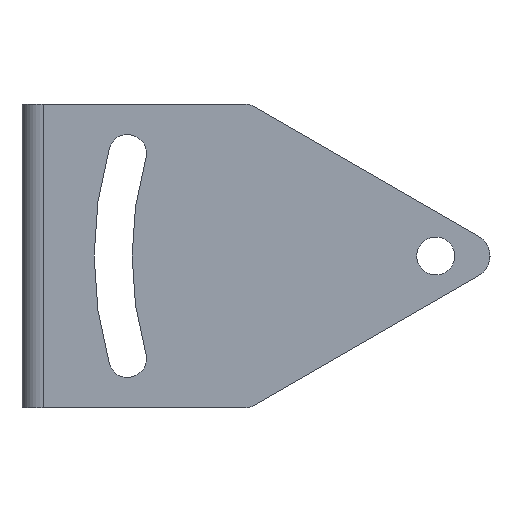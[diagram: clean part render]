
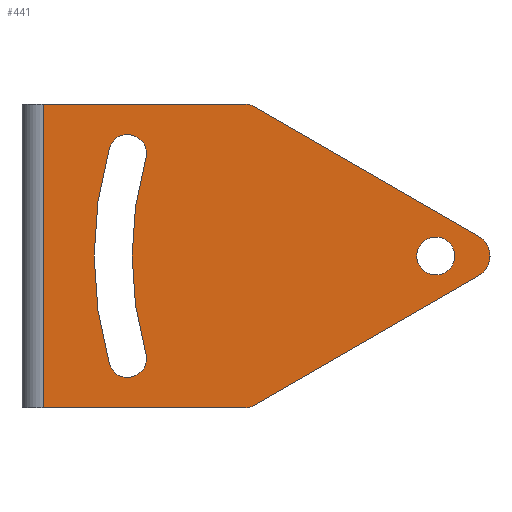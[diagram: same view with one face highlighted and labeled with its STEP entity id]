
A CAD part, left-side view. The second image highlights one B-rep face of the part: STEP entity #441.
In plain terms, the highlighted planar face has unit normal (-1, 0, 0).
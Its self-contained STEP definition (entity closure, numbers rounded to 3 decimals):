
#15=FACE_BOUND('',#63,.T.);
#16=FACE_BOUND('',#64,.T.);
#22=PLANE('',#489);
#36=FACE_OUTER_BOUND('',#62,.T.);
#62=EDGE_LOOP('',(#306,#307,#308,#309,#310,#311,#312,#313));
#63=EDGE_LOOP('',(#314,#315,#316,#317));
#64=EDGE_LOOP('',(#318));
#94=LINE('',#693,#132);
#97=LINE('',#699,#135);
#98=LINE('',#701,#136);
#99=LINE('',#703,#137);
#100=LINE('',#707,#138);
#132=VECTOR('',#549,10.);
#135=VECTOR('',#554,10.);
#136=VECTOR('',#555,10.);
#137=VECTOR('',#556,10.);
#138=VECTOR('',#559,10.);
#169=CIRCLE('',#487,2.);
#170=CIRCLE('',#490,2.);
#171=CIRCLE('',#491,3.);
#172=CIRCLE('',#492,2.5);
#173=CIRCLE('',#493,46.346);
#174=CIRCLE('',#494,2.5);
#175=CIRCLE('',#495,51.346);
#176=CIRCLE('',#496,2.5);
#196=VERTEX_POINT('',#686);
#197=VERTEX_POINT('',#688);
#198=VERTEX_POINT('',#692);
#200=VERTEX_POINT('',#698);
#201=VERTEX_POINT('',#700);
#202=VERTEX_POINT('',#702);
#203=VERTEX_POINT('',#704);
#204=VERTEX_POINT('',#706);
#205=VERTEX_POINT('',#709);
#206=VERTEX_POINT('',#710);
#207=VERTEX_POINT('',#712);
#208=VERTEX_POINT('',#714);
#209=VERTEX_POINT('',#717);
#236=EDGE_CURVE('',#196,#197,#169,.T.);
#238=EDGE_CURVE('',#198,#197,#94,.T.);
#241=EDGE_CURVE('',#200,#196,#97,.T.);
#242=EDGE_CURVE('',#201,#200,#98,.T.);
#243=EDGE_CURVE('',#202,#201,#99,.T.);
#244=EDGE_CURVE('',#203,#202,#170,.T.);
#245=EDGE_CURVE('',#203,#204,#100,.T.);
#246=EDGE_CURVE('',#204,#198,#171,.T.);
#247=EDGE_CURVE('',#205,#206,#172,.T.);
#248=EDGE_CURVE('',#206,#207,#173,.T.);
#249=EDGE_CURVE('',#207,#208,#174,.T.);
#250=EDGE_CURVE('',#208,#205,#175,.T.);
#251=EDGE_CURVE('',#209,#209,#176,.T.);
#306=ORIENTED_EDGE('',*,*,#236,.F.);
#307=ORIENTED_EDGE('',*,*,#241,.F.);
#308=ORIENTED_EDGE('',*,*,#242,.F.);
#309=ORIENTED_EDGE('',*,*,#243,.F.);
#310=ORIENTED_EDGE('',*,*,#244,.F.);
#311=ORIENTED_EDGE('',*,*,#245,.T.);
#312=ORIENTED_EDGE('',*,*,#246,.T.);
#313=ORIENTED_EDGE('',*,*,#238,.T.);
#314=ORIENTED_EDGE('',*,*,#247,.T.);
#315=ORIENTED_EDGE('',*,*,#248,.T.);
#316=ORIENTED_EDGE('',*,*,#249,.T.);
#317=ORIENTED_EDGE('',*,*,#250,.T.);
#318=ORIENTED_EDGE('',*,*,#251,.T.);
#441=ADVANCED_FACE('',(#36,#15,#16),#22,.F.);
#487=AXIS2_PLACEMENT_3D('',#689,#544,#545);
#489=AXIS2_PLACEMENT_3D('',#697,#552,#553);
#490=AXIS2_PLACEMENT_3D('',#705,#557,#558);
#491=AXIS2_PLACEMENT_3D('',#708,#560,#561);
#492=AXIS2_PLACEMENT_3D('',#711,#562,#563);
#493=AXIS2_PLACEMENT_3D('',#713,#564,#565);
#494=AXIS2_PLACEMENT_3D('',#715,#566,#567);
#495=AXIS2_PLACEMENT_3D('',#716,#568,#569);
#496=AXIS2_PLACEMENT_3D('',#718,#570,#571);
#544=DIRECTION('center_axis',(1.,0.,0.));
#545=DIRECTION('ref_axis',(0.,-0.259,0.966));
#549=DIRECTION('',(0.,0.866,0.5));
#552=DIRECTION('center_axis',(1.,0.,0.));
#553=DIRECTION('ref_axis',(0.,0.,-1.));
#554=DIRECTION('',(0.,-1.,0.));
#555=DIRECTION('',(0.,0.,1.));
#556=DIRECTION('',(0.,1.,0.));
#557=DIRECTION('center_axis',(1.,0.,0.));
#558=DIRECTION('ref_axis',(0.,-0.259,-0.966));
#559=DIRECTION('',(0.,-0.866,0.5));
#560=DIRECTION('center_axis',(-1.,0.,0.));
#561=DIRECTION('ref_axis',(0.,0.,-1.));
#562=DIRECTION('center_axis',(1.,0.,0.));
#563=DIRECTION('ref_axis',(0.,-0.961,-0.276));
#564=DIRECTION('center_axis',(-1.,0.,0.));
#565=DIRECTION('ref_axis',(0.,-0.961,-0.276));
#566=DIRECTION('center_axis',(1.,0.,0.));
#567=DIRECTION('ref_axis',(0.,0.961,-0.276));
#568=DIRECTION('center_axis',(1.,0.,0.));
#569=DIRECTION('ref_axis',(0.,0.961,0.276));
#570=DIRECTION('center_axis',(1.,0.,0.));
#571=DIRECTION('ref_axis',(0.,0.,-1.));
#686=CARTESIAN_POINT('',(0.,-29.464,40.));
#688=CARTESIAN_POINT('',(0.,-30.464,39.732));
#689=CARTESIAN_POINT('Origin',(0.,-29.464,
38.));
#692=CARTESIAN_POINT('',(0.,-60.141,22.598));
#693=CARTESIAN_POINT('',(0.,-40.38,34.007));
#697=CARTESIAN_POINT('Origin',(0.,-3.467,
20.));
#698=CARTESIAN_POINT('',(0.,-2.8,40.));
#699=CARTESIAN_POINT('',(0.,-62.,40.));
#700=CARTESIAN_POINT('',(0.,-2.8,0.));
#701=CARTESIAN_POINT('',(0.,-2.8,20.));
#702=CARTESIAN_POINT('',(0.,-29.464,0.));
#703=CARTESIAN_POINT('',(0.,0.367,0.));
#704=CARTESIAN_POINT('',(0.,-30.464,0.268));
#705=CARTESIAN_POINT('Origin',(0.,-29.464,
2.));
#706=CARTESIAN_POINT('',(0.,-60.141,17.402));
#707=CARTESIAN_POINT('',(0.,-24.38,-3.245));
#708=CARTESIAN_POINT('Origin',(0.,-58.641,
20.));
#709=CARTESIAN_POINT('',(0.,-11.5,34.191));
#710=CARTESIAN_POINT('',(0.,-16.305,32.809));
#711=CARTESIAN_POINT('Origin',(0.,-13.903,
33.5));
#712=CARTESIAN_POINT('',(0.,-16.305,7.191));
#713=CARTESIAN_POINT('Origin',(0.,-60.846,
20.));
#714=CARTESIAN_POINT('',(0.,-11.5,5.809));
#715=CARTESIAN_POINT('Origin',(0.,-13.903,
6.5));
#716=CARTESIAN_POINT('Origin',(0.,-60.846,
20.));
#717=CARTESIAN_POINT('',(0.,-54.5,22.5));
#718=CARTESIAN_POINT('Origin',(0.,-54.5,20.));
